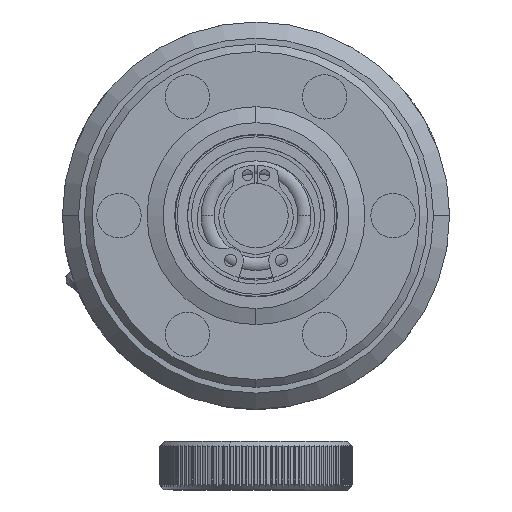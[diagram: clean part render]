
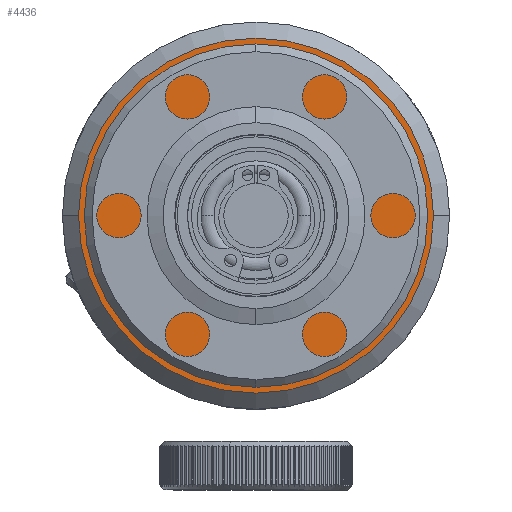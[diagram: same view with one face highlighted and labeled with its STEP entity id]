
A CAD part, front view. The second image highlights one B-rep face of the part: STEP entity #4436.
In plain terms, the highlighted planar face has unit normal (0, -1, 0).
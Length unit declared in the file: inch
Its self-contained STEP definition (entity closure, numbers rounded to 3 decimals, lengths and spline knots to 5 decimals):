
#766 = DIRECTION ( 'NONE',  ( 0., -1., 0. ) ) ;
#850 = DIRECTION ( 'NONE',  ( -1., 0., 0. ) ) ;
#913 = DIRECTION ( 'NONE',  ( -1., 0., 0. ) ) ;
#916 = CARTESIAN_POINT ( 'NONE',  ( 0., 1.5, 0. ) ) ;
#1021 = CARTESIAN_POINT ( 'NONE',  ( 0., 1.5, 0. ) ) ;
#1285 = DIRECTION ( 'NONE',  ( 0., -1., 0. ) ) ;
#1420 = DIRECTION ( 'NONE',  ( 0., -1., 0. ) ) ;
#1423 = DIRECTION ( 'NONE',  ( -1., 0., 0. ) ) ;
#1453 = DIRECTION ( 'NONE',  ( 0., -1., 0. ) ) ;
#1521 = CARTESIAN_POINT ( 'NONE',  ( 0., 1.5, 0. ) ) ;
#1691 = DIRECTION ( 'NONE',  ( -1., 0., 0. ) ) ;
#1757 = CARTESIAN_POINT ( 'NONE',  ( 0., 1.5, 0. ) ) ;
#2062 = ORIENTED_EDGE ( 'NONE', *, *, #16088, .T. ) ;
#2842 = ORIENTED_EDGE ( 'NONE', *, *, #16748, .F. ) ;
#2926 = ORIENTED_EDGE ( 'NONE', *, *, #16695, .T. ) ;
#2934 = ORIENTED_EDGE ( 'NONE', *, *, #16696, .F. ) ;
#3039 = EDGE_LOOP ( 'NONE', ( #2062, #2926 ) ) ;
#3049 = EDGE_LOOP ( 'NONE', ( #2842, #2934 ) ) ;
#3913 = AXIS2_PLACEMENT_3D ( 'NONE', #1021, #1420, #1423 ) ;
#3986 = AXIS2_PLACEMENT_3D ( 'NONE', #916, #766, #850 ) ;
#3988 = AXIS2_PLACEMENT_3D ( 'NONE', #1521, #1453, #1691 ) ;
#4013 = AXIS2_PLACEMENT_3D ( 'NONE', #1757, #1285, #913 ) ;
#4370 = CIRCLE ( 'NONE', #3986, 0.6875 ) ;
#4371 = CIRCLE ( 'NONE', #3988, 0.375 ) ;
#4436 = ADVANCED_FACE ( 'NONE', ( #22441, #22224 ), #17946, .T. ) ;
#4451 = CIRCLE ( 'NONE', #4013, 0.375 ) ;
#11145 = VERTEX_POINT ( 'NONE', #20013 ) ;
#11636 = VERTEX_POINT ( 'NONE', #20343 ) ;
#11679 = VERTEX_POINT ( 'NONE', #20652 ) ;
#11691 = VERTEX_POINT ( 'NONE', #20266 ) ;
#16088 = EDGE_CURVE ( 'NONE', #11691, #11636, #17673, .T. ) ;
#16275 = AXIS2_PLACEMENT_3D ( 'NONE', #17997, #18021, #18143 ) ;
#16695 = EDGE_CURVE ( 'NONE', #11636, #11691, #4370, .T. ) ;
#16696 = EDGE_CURVE ( 'NONE', #11145, #11679, #4371, .T. ) ;
#16748 = EDGE_CURVE ( 'NONE', #11679, #11145, #4451, .T. ) ;
#17673 = CIRCLE ( 'NONE', #3913, 0.6875 ) ;
#17946 = PLANE ( 'NONE',  #16275 ) ;
#17997 = CARTESIAN_POINT ( 'NONE',  ( 0., 1.5, 0. ) ) ;
#18021 = DIRECTION ( 'NONE',  ( 0., -1., 0. ) ) ;
#18143 = DIRECTION ( 'NONE',  ( -1., 0., 0. ) ) ;
#20013 = CARTESIAN_POINT ( 'NONE',  ( 0.375, 1.5, 0. ) ) ;
#20266 = CARTESIAN_POINT ( 'NONE',  ( 0.6875, 1.5, 0. ) ) ;
#20343 = CARTESIAN_POINT ( 'NONE',  ( -0.6875, 1.5, 0. ) ) ;
#20652 = CARTESIAN_POINT ( 'NONE',  ( -0.375, 1.5, 0. ) ) ;
#22224 = FACE_BOUND ( 'NONE', #3049, .T. ) ;
#22441 = FACE_OUTER_BOUND ( 'NONE', #3039, .T. ) ;
